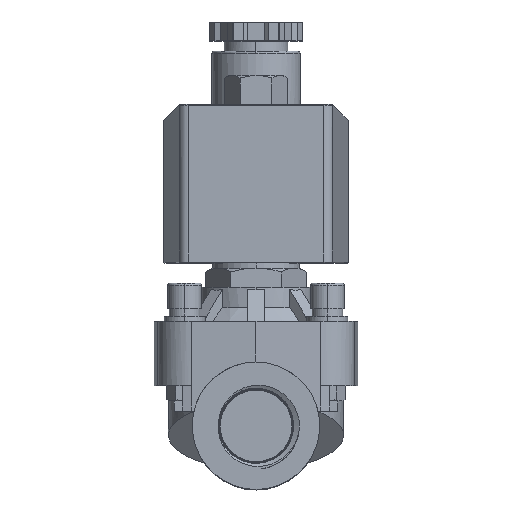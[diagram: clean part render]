
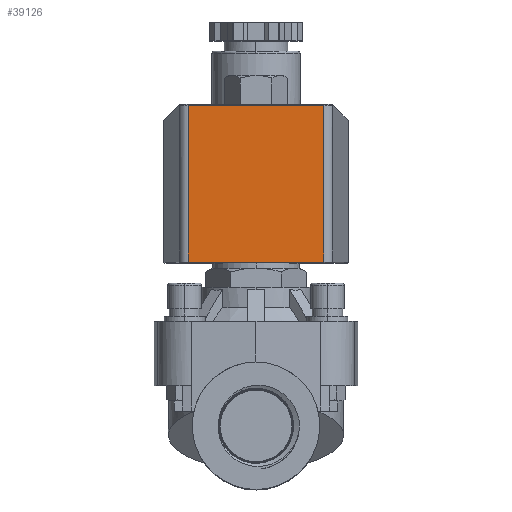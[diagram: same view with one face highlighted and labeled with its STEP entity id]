
A CAD part, top view. The second image highlights one B-rep face of the part: STEP entity #39126.
In plain terms, the highlighted planar face has unit normal (0, 0, 1).
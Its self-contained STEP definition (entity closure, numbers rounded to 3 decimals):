
#846 = EDGE_CURVE ( 'NONE', #21471, #32747, #71082, .T. ) ;
#3538 = VECTOR ( 'NONE', #18964, 1000. ) ;
#6550 = ORIENTED_EDGE ( 'NONE', *, *, #71359, .F. ) ;
#7605 = DIRECTION ( 'NONE',  ( -1., 0., 0. ) ) ;
#8622 = ORIENTED_EDGE ( 'NONE', *, *, #24359, .F. ) ;
#12409 = CARTESIAN_POINT ( 'NONE',  ( -18.85, 79.914, 28.5 ) ) ;
#15211 = VECTOR ( 'NONE', #20845, 1000. ) ;
#18964 = DIRECTION ( 'NONE',  ( -1., 0., 0. ) ) ;
#20845 = DIRECTION ( 'NONE',  ( 0., -1., 0. ) ) ;
#21471 = VERTEX_POINT ( 'NONE', #49044 ) ;
#24359 = EDGE_CURVE ( 'NONE', #21471, #48330, #34387, .T. ) ;
#25243 = FACE_OUTER_BOUND ( 'NONE', #56538, .T. ) ;
#25345 = VERTEX_POINT ( 'NONE', #74393 ) ;
#26777 = CARTESIAN_POINT ( 'NONE',  ( -18.85, 40.614, 28.5 ) ) ;
#31866 = CARTESIAN_POINT ( 'NONE',  ( 16.861, 131.606, 28.5 ) ) ;
#32747 = VERTEX_POINT ( 'NONE', #65875 ) ;
#33327 = DIRECTION ( 'NONE',  ( 1., 0., 0. ) ) ;
#33747 = AXIS2_PLACEMENT_3D ( 'NONE', #26777, #72545, #33327 ) ;
#34129 = CARTESIAN_POINT ( 'NONE',  ( 16.861, 40.814, 28.5 ) ) ;
#34221 = LINE ( 'NONE', #53297, #67041 ) ;
#34387 = LINE ( 'NONE', #31866, #51838 ) ;
#39126 = ADVANCED_FACE ( 'NONE', ( #25243 ), #59104, .T. ) ;
#46538 = EDGE_CURVE ( 'NONE', #32747, #25345, #65350, .T. ) ;
#48330 = VERTEX_POINT ( 'NONE', #34129 ) ;
#49044 = CARTESIAN_POINT ( 'NONE',  ( 16.861, 79.914, 28.5 ) ) ;
#51838 = VECTOR ( 'NONE', #71083, 1000. ) ;
#53297 = CARTESIAN_POINT ( 'NONE',  ( -17.001, 40.814, 28.5 ) ) ;
#56538 = EDGE_LOOP ( 'NONE', ( #71600, #6550, #8622, #70177 ) ) ;
#59104 = PLANE ( 'NONE',  #33747 ) ;
#65350 = LINE ( 'NONE', #73448, #15211 ) ;
#65875 = CARTESIAN_POINT ( 'NONE',  ( -16.861, 79.914, 28.5 ) ) ;
#67041 = VECTOR ( 'NONE', #7605, 1000. ) ;
#70177 = ORIENTED_EDGE ( 'NONE', *, *, #846, .T. ) ;
#71082 = LINE ( 'NONE', #12409, #3538 ) ;
#71083 = DIRECTION ( 'NONE',  ( 0., -1., 0. ) ) ;
#71359 = EDGE_CURVE ( 'NONE', #48330, #25345, #34221, .T. ) ;
#71600 = ORIENTED_EDGE ( 'NONE', *, *, #46538, .T. ) ;
#72545 = DIRECTION ( 'NONE',  ( 0., 0., 1. ) ) ;
#73448 = CARTESIAN_POINT ( 'NONE',  ( -16.861, 40.614, 28.5 ) ) ;
#74393 = CARTESIAN_POINT ( 'NONE',  ( -16.861, 40.814, 28.5 ) ) ;
